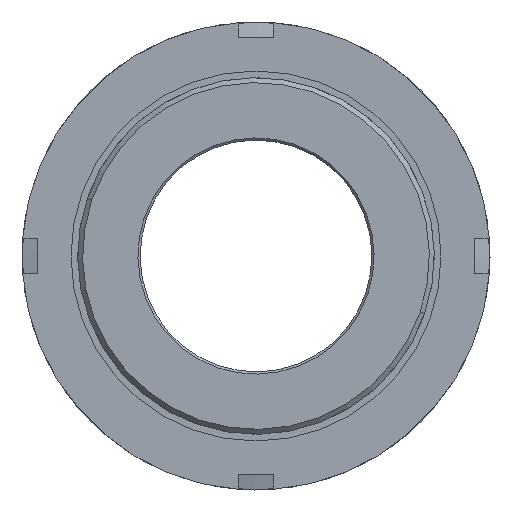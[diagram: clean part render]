
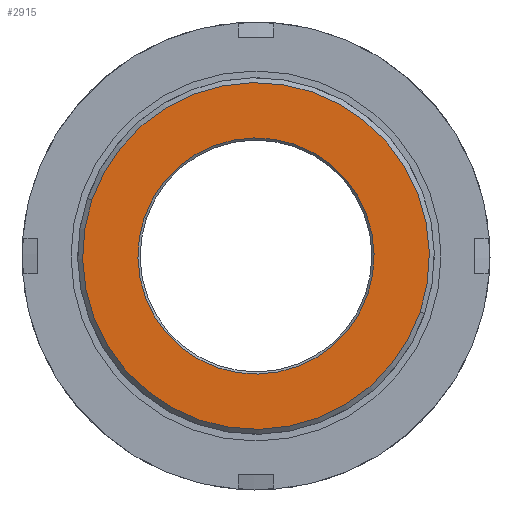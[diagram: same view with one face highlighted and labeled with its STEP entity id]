
A CAD part, front view. The second image highlights one B-rep face of the part: STEP entity #2915.
In plain terms, the highlighted planar face has unit normal (0, -1, 0).
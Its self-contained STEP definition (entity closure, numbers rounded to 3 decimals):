
#108 = CIRCLE ( 'NONE', #1528, 26.5 ) ;
#127 = ORIENTED_EDGE ( 'NONE', *, *, #3698, .T. ) ;
#131 = CARTESIAN_POINT ( 'NONE',  ( 26.5, -50.566, 0. ) ) ;
#230 = DIRECTION ( 'NONE',  ( -1., 0., 0. ) ) ;
#367 = DIRECTION ( 'NONE',  ( 0., 1., 0. ) ) ;
#618 = AXIS2_PLACEMENT_3D ( 'NONE', #1197, #1751, #2336 ) ;
#673 = AXIS2_PLACEMENT_3D ( 'NONE', #1871, #674, #1533 ) ;
#674 = DIRECTION ( 'NONE',  ( 0., 1., 0. ) ) ;
#766 = CARTESIAN_POINT ( 'NONE',  ( 0., -50.566, 0. ) ) ;
#818 = CARTESIAN_POINT ( 'NONE',  ( -38.9, -50.566, 0. ) ) ;
#1041 = FACE_BOUND ( 'NONE', #2562, .T. ) ;
#1058 = DIRECTION ( 'NONE',  ( 0., 1., 0. ) ) ;
#1092 = CARTESIAN_POINT ( 'NONE',  ( 38.9, -50.566, 0. ) ) ;
#1127 = EDGE_CURVE ( 'NONE', #2501, #3576, #108, .T. ) ;
#1154 = ORIENTED_EDGE ( 'NONE', *, *, #1865, .F. ) ;
#1191 = ORIENTED_EDGE ( 'NONE', *, *, #1474, .F. ) ;
#1197 = CARTESIAN_POINT ( 'NONE',  ( 0., -50.566, 0. ) ) ;
#1324 = AXIS2_PLACEMENT_3D ( 'NONE', #3396, #1963, #230 ) ;
#1344 = DIRECTION ( 'NONE',  ( -1., 0., 0. ) ) ;
#1421 = CARTESIAN_POINT ( 'NONE',  ( -26.5, -50.566, 0. ) ) ;
#1474 = EDGE_CURVE ( 'NONE', #1596, #1964, #1580, .T. ) ;
#1528 = AXIS2_PLACEMENT_3D ( 'NONE', #766, #1058, #1344 ) ;
#1533 = DIRECTION ( 'NONE',  ( -1., 0., 0. ) ) ;
#1580 = CIRCLE ( 'NONE', #673, 38.9 ) ;
#1596 = VERTEX_POINT ( 'NONE', #1092 ) ;
#1602 = AXIS2_PLACEMENT_3D ( 'NONE', #1775, #367, #2382 ) ;
#1751 = DIRECTION ( 'NONE',  ( 0., 1., 0. ) ) ;
#1775 = CARTESIAN_POINT ( 'NONE',  ( 0., -50.566, 0. ) ) ;
#1865 = EDGE_CURVE ( 'NONE', #1964, #1596, #3437, .T. ) ;
#1871 = CARTESIAN_POINT ( 'NONE',  ( 0., -50.566, 0. ) ) ;
#1963 = DIRECTION ( 'NONE',  ( 0., 1., 0. ) ) ;
#1964 = VERTEX_POINT ( 'NONE', #818 ) ;
#2275 = PLANE ( 'NONE',  #1324 ) ;
#2336 = DIRECTION ( 'NONE',  ( -1., 0., 0. ) ) ;
#2382 = DIRECTION ( 'NONE',  ( -1., 0., 0. ) ) ;
#2395 = FACE_OUTER_BOUND ( 'NONE', #3049, .T. ) ;
#2408 = ORIENTED_EDGE ( 'NONE', *, *, #1127, .T. ) ;
#2501 = VERTEX_POINT ( 'NONE', #131 ) ;
#2562 = EDGE_LOOP ( 'NONE', ( #2408, #127 ) ) ;
#2571 = CIRCLE ( 'NONE', #618, 26.5 ) ;
#2915 = ADVANCED_FACE ( 'NONE', ( #1041, #2395 ), #2275, .F. ) ;
#3049 = EDGE_LOOP ( 'NONE', ( #1154, #1191 ) ) ;
#3396 = CARTESIAN_POINT ( 'NONE',  ( 26., -50.566, 0. ) ) ;
#3437 = CIRCLE ( 'NONE', #1602, 38.9 ) ;
#3576 = VERTEX_POINT ( 'NONE', #1421 ) ;
#3698 = EDGE_CURVE ( 'NONE', #3576, #2501, #2571, .T. ) ;
